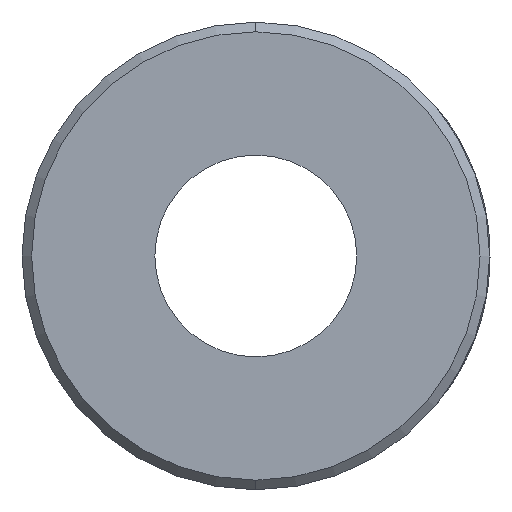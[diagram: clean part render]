
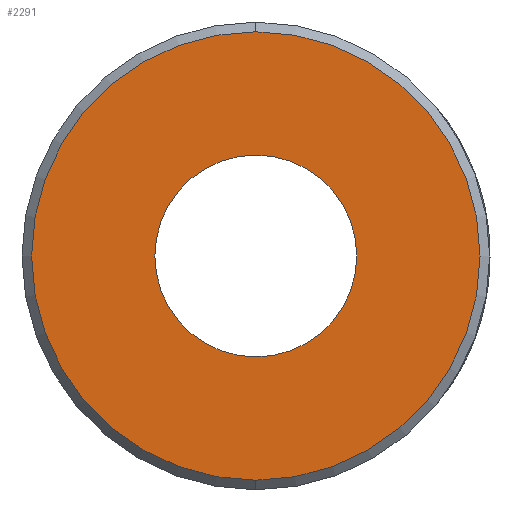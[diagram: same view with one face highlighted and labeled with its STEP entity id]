
A CAD part, front view. The second image highlights one B-rep face of the part: STEP entity #2291.
In plain terms, the highlighted planar face has unit normal (0, -1, 0).
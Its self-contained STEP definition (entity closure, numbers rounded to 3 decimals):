
#28 = CARTESIAN_POINT ( 'NONE',  ( 0., -3.7, -6.664 ) ) ;
#47 = AXIS2_PLACEMENT_3D ( 'NONE', #1334, #1226, #276 ) ;
#86 = AXIS2_PLACEMENT_3D ( 'NONE', #1696, #402, #389 ) ;
#110 = ORIENTED_EDGE ( 'NONE', *, *, #115, .T. ) ;
#115 = EDGE_CURVE ( 'NONE', #277, #229, #1747, .T. ) ;
#154 = CARTESIAN_POINT ( 'NONE',  ( 0., -3.7, -3. ) ) ;
#159 = PLANE ( 'NONE',  #86 ) ;
#229 = VERTEX_POINT ( 'NONE', #28 ) ;
#255 = EDGE_LOOP ( 'NONE', ( #110, #1563 ) ) ;
#276 = DIRECTION ( 'NONE',  ( 0., 0., 1. ) ) ;
#277 = VERTEX_POINT ( 'NONE', #944 ) ;
#322 = ORIENTED_EDGE ( 'NONE', *, *, #2089, .T. ) ;
#341 = FACE_BOUND ( 'NONE', #1239, .T. ) ;
#358 = DIRECTION ( 'NONE',  ( 0., 0., 1. ) ) ;
#389 = DIRECTION ( 'NONE',  ( 0., 0., 1. ) ) ;
#402 = DIRECTION ( 'NONE',  ( 0., 1., 0. ) ) ;
#423 = DIRECTION ( 'NONE',  ( 0., 0., 1. ) ) ;
#674 = DIRECTION ( 'NONE',  ( 0., 0., 1. ) ) ;
#695 = AXIS2_PLACEMENT_3D ( 'NONE', #1282, #1845, #358 ) ;
#700 = CIRCLE ( 'NONE', #1317, 6.664 ) ;
#703 = ORIENTED_EDGE ( 'NONE', *, *, #1652, .T. ) ;
#826 = CARTESIAN_POINT ( 'NONE',  ( 0., -3.7, 0. ) ) ;
#833 = DIRECTION ( 'NONE',  ( 0., -1., 0. ) ) ;
#924 = AXIS2_PLACEMENT_3D ( 'NONE', #826, #1742, #423 ) ;
#944 = CARTESIAN_POINT ( 'NONE',  ( 0., -3.7, 6.664 ) ) ;
#967 = CARTESIAN_POINT ( 'NONE',  ( 0., -3.7, 3. ) ) ;
#1226 = DIRECTION ( 'NONE',  ( 0., 1., 0. ) ) ;
#1239 = EDGE_LOOP ( 'NONE', ( #322, #703 ) ) ;
#1282 = CARTESIAN_POINT ( 'NONE',  ( 0., -3.7, 0. ) ) ;
#1317 = AXIS2_PLACEMENT_3D ( 'NONE', #1628, #833, #674 ) ;
#1334 = CARTESIAN_POINT ( 'NONE',  ( 0., -3.7, 0. ) ) ;
#1484 = VERTEX_POINT ( 'NONE', #154 ) ;
#1563 = ORIENTED_EDGE ( 'NONE', *, *, #2107, .T. ) ;
#1628 = CARTESIAN_POINT ( 'NONE',  ( 0., -3.7, 0. ) ) ;
#1646 = VERTEX_POINT ( 'NONE', #967 ) ;
#1652 = EDGE_CURVE ( 'NONE', #1484, #1646, #2388, .T. ) ;
#1696 = CARTESIAN_POINT ( 'NONE',  ( 0., -3.7, 0. ) ) ;
#1742 = DIRECTION ( 'NONE',  ( 0., 1., 0. ) ) ;
#1747 = CIRCLE ( 'NONE', #695, 6.664 ) ;
#1845 = DIRECTION ( 'NONE',  ( 0., -1., 0. ) ) ;
#1857 = FACE_OUTER_BOUND ( 'NONE', #255, .T. ) ;
#2089 = EDGE_CURVE ( 'NONE', #1646, #1484, #2347, .T. ) ;
#2107 = EDGE_CURVE ( 'NONE', #229, #277, #700, .T. ) ;
#2291 = ADVANCED_FACE ( 'NONE', ( #1857, #341 ), #159, .F. ) ;
#2347 = CIRCLE ( 'NONE', #47, 3. ) ;
#2388 = CIRCLE ( 'NONE', #924, 3. ) ;
